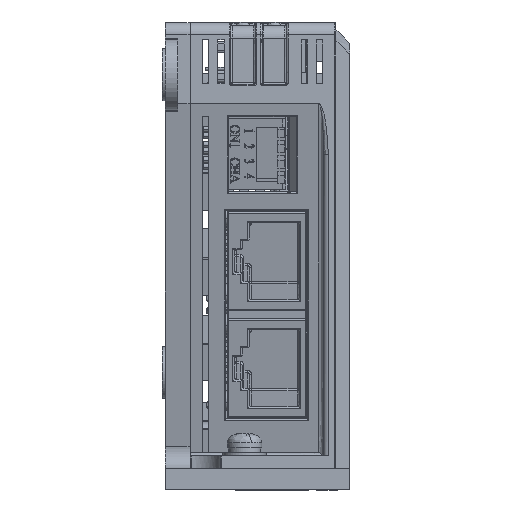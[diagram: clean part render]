
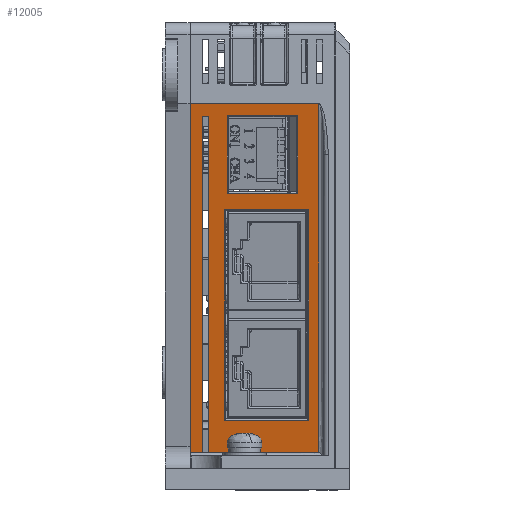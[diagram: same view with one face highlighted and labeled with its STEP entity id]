
A CAD part, front view. The second image highlights one B-rep face of the part: STEP entity #12005.
In plain terms, the highlighted planar face has unit normal (0, -0.982, -0.191).
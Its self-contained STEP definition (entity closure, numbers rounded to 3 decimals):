
#354=FACE_BOUND('',#17567,.T.);
#355=FACE_BOUND('',#17568,.T.);
#12005=ADVANCED_FACE('',(#14695,#354,#355),#77682,.T.);
#14695=FACE_OUTER_BOUND('',#17566,.T.);
#17566=EDGE_LOOP('',(#31136,#31137,#31138,#31139,#31140,#31141,#31142,#31143));
#17567=EDGE_LOOP('',(#31144,#31145,#31146,#31147));
#17568=EDGE_LOOP('',(#31148,#31149,#31150,#31151));
#31136=ORIENTED_EDGE('',*,*,#45736,.F.);
#31137=ORIENTED_EDGE('',*,*,#45737,.F.);
#31138=ORIENTED_EDGE('',*,*,#45738,.F.);
#31139=ORIENTED_EDGE('',*,*,#45735,.T.);
#31140=ORIENTED_EDGE('',*,*,#45739,.F.);
#31141=ORIENTED_EDGE('',*,*,#45740,.F.);
#31142=ORIENTED_EDGE('',*,*,#45741,.F.);
#31143=ORIENTED_EDGE('',*,*,#45734,.T.);
#31144=ORIENTED_EDGE('',*,*,#45742,.F.);
#31145=ORIENTED_EDGE('',*,*,#45743,.F.);
#31146=ORIENTED_EDGE('',*,*,#45744,.F.);
#31147=ORIENTED_EDGE('',*,*,#45745,.F.);
#31148=ORIENTED_EDGE('',*,*,#45746,.F.);
#31149=ORIENTED_EDGE('',*,*,#45747,.F.);
#31150=ORIENTED_EDGE('',*,*,#45748,.F.);
#31151=ORIENTED_EDGE('',*,*,#45749,.F.);
#45734=EDGE_CURVE('',#74929,#74928,#60681,.T.);
#45735=EDGE_CURVE('',#74926,#74930,#60682,.T.);
#45736=EDGE_CURVE('',#74931,#74928,#60683,.T.);
#45737=EDGE_CURVE('',#74927,#74931,#60684,.T.);
#45738=EDGE_CURVE('',#74926,#74927,#60685,.T.);
#45739=EDGE_CURVE('',#74932,#74930,#60686,.T.);
#45740=EDGE_CURVE('',#74933,#74932,#60687,.T.);
#45741=EDGE_CURVE('',#74929,#74933,#60688,.T.);
#45742=EDGE_CURVE('',#74934,#74935,#60689,.T.);
#45743=EDGE_CURVE('',#74936,#74934,#60690,.T.);
#45744=EDGE_CURVE('',#74937,#74936,#60691,.T.);
#45745=EDGE_CURVE('',#74935,#74937,#60692,.T.);
#45746=EDGE_CURVE('',#74938,#74939,#60693,.T.);
#45747=EDGE_CURVE('',#74940,#74938,#60694,.T.);
#45748=EDGE_CURVE('',#74941,#74940,#60695,.T.);
#45749=EDGE_CURVE('',#74939,#74941,#60696,.T.);
#60681=B_SPLINE_CURVE_WITH_KNOTS('',1,(#163583,#163584),.UNSPECIFIED.,.F.,
 .F.,(2,2),(0.,17.75),.UNSPECIFIED.);
#60682=B_SPLINE_CURVE_WITH_KNOTS('',1,(#163585,#163586),.UNSPECIFIED.,.F.,
 .F.,(2,2),(0.,2.),.UNSPECIFIED.);
#60683=B_SPLINE_CURVE_WITH_KNOTS('',1,(#163587,#163588),.UNSPECIFIED.,.F.,
 .F.,(2,2),(-57.346,0.),.UNSPECIFIED.);
#60684=B_SPLINE_CURVE_WITH_KNOTS('',1,(#163589,#163590),.UNSPECIFIED.,.F.,
 .F.,(2,2),(-20.75,0.),.UNSPECIFIED.);
#60685=B_SPLINE_CURVE_WITH_KNOTS('',1,(#163591,#163592),.UNSPECIFIED.,.F.,
 .F.,(2,2),(0.,57.346),.UNSPECIFIED.);
#60686=B_SPLINE_CURVE_WITH_KNOTS('',1,(#163593,#163594),.UNSPECIFIED.,.F.,
 .F.,(2,2),(0.,55.182),.UNSPECIFIED.);
#60687=B_SPLINE_CURVE_WITH_KNOTS('',1,(#163595,#163596),.UNSPECIFIED.,.F.,
 .F.,(2,2),(0.,1.),.UNSPECIFIED.);
#60688=B_SPLINE_CURVE_WITH_KNOTS('',1,(#163597,#163598),.UNSPECIFIED.,.F.,
 .F.,(2,2),(0.,55.182),.UNSPECIFIED.);
#60689=B_SPLINE_CURVE_WITH_KNOTS('',1,(#163599,#163600),.UNSPECIFIED.,.F.,
 .F.,(2,2),(-11.403,0.),.UNSPECIFIED.);
#60690=B_SPLINE_CURVE_WITH_KNOTS('',1,(#163601,#163602),.UNSPECIFIED.,.F.,
 .F.,(2,2),(-12.802,0.),.UNSPECIFIED.);
#60691=B_SPLINE_CURVE_WITH_KNOTS('',1,(#163603,#163604),.UNSPECIFIED.,.F.,
 .F.,(2,2),(-11.403,0.),.UNSPECIFIED.);
#60692=B_SPLINE_CURVE_WITH_KNOTS('',1,(#163605,#163606),.UNSPECIFIED.,.F.,
 .F.,(2,2),(-12.802,0.),.UNSPECIFIED.);
#60693=B_SPLINE_CURVE_WITH_KNOTS('',1,(#163607,#163608),.UNSPECIFIED.,.F.,
 .F.,(2,2),(-34.657,0.),.UNSPECIFIED.);
#60694=B_SPLINE_CURVE_WITH_KNOTS('',1,(#163609,#163610),.UNSPECIFIED.,.F.,
 .F.,(2,2),(-13.6,0.),.UNSPECIFIED.);
#60695=B_SPLINE_CURVE_WITH_KNOTS('',1,(#163611,#163612),.UNSPECIFIED.,.F.,
 .F.,(2,2),(-34.657,0.),.UNSPECIFIED.);
#60696=B_SPLINE_CURVE_WITH_KNOTS('',1,(#163613,#163614),.UNSPECIFIED.,.F.,
 .F.,(2,2),(-13.6,0.),.UNSPECIFIED.);
#74926=VERTEX_POINT('',#163567);
#74927=VERTEX_POINT('',#163568);
#74928=VERTEX_POINT('',#163569);
#74929=VERTEX_POINT('',#163570);
#74930=VERTEX_POINT('',#163571);
#74931=VERTEX_POINT('',#163572);
#74932=VERTEX_POINT('',#163573);
#74933=VERTEX_POINT('',#163574);
#74934=VERTEX_POINT('',#163575);
#74935=VERTEX_POINT('',#163576);
#74936=VERTEX_POINT('',#163577);
#74937=VERTEX_POINT('',#163578);
#74938=VERTEX_POINT('',#163579);
#74939=VERTEX_POINT('',#163580);
#74940=VERTEX_POINT('',#163581);
#74941=VERTEX_POINT('',#163582);
#77682=PLANE('',#79249);
#79249=AXIS2_PLACEMENT_3D('',#163566,#80799,$);
#80799=DIRECTION('',(0.,-0.982,-0.191));
#163566=CARTESIAN_POINT('',(26.985,-74.598,17.336));
#163567=CARTESIAN_POINT('',(4.1,-62.549,-44.655));
#163568=CARTESIAN_POINT('',(4.1,-73.491,11.637));
#163569=CARTESIAN_POINT('',(24.85,-62.549,-44.655));
#163570=CARTESIAN_POINT('',(7.1,-62.549,-44.655));
#163571=CARTESIAN_POINT('',(6.1,-62.549,-44.655));
#163572=CARTESIAN_POINT('',(24.85,-73.491,11.637));
#163573=CARTESIAN_POINT('',(6.1,-73.078,9.513));
#163574=CARTESIAN_POINT('',(7.1,-73.078,9.513));
#163575=CARTESIAN_POINT('',(21.503,-73.12,9.73));
#163576=CARTESIAN_POINT('',(10.1,-73.12,9.73));
#163577=CARTESIAN_POINT('',(21.503,-70.677,-2.836));
#163578=CARTESIAN_POINT('',(10.1,-70.677,-2.836));
#163579=CARTESIAN_POINT('',(23.3,-63.551,-39.499));
#163580=CARTESIAN_POINT('',(23.3,-70.164,-5.478));
#163581=CARTESIAN_POINT('',(9.7,-63.551,-39.499));
#163582=CARTESIAN_POINT('',(9.7,-70.164,-5.478));
#163583=CARTESIAN_POINT('',(7.1,-62.549,-44.655));
#163584=CARTESIAN_POINT('',(24.85,-62.549,-44.655));
#163585=CARTESIAN_POINT('',(4.1,-62.549,-44.655));
#163586=CARTESIAN_POINT('',(6.1,-62.549,-44.655));
#163587=CARTESIAN_POINT('',(24.85,-73.491,11.637));
#163588=CARTESIAN_POINT('',(24.85,-62.549,-44.655));
#163589=CARTESIAN_POINT('',(4.1,-73.491,11.637));
#163590=CARTESIAN_POINT('',(24.85,-73.491,11.637));
#163591=CARTESIAN_POINT('',(4.1,-62.549,-44.655));
#163592=CARTESIAN_POINT('',(4.1,-73.491,11.637));
#163593=CARTESIAN_POINT('',(6.1,-73.078,9.513));
#163594=CARTESIAN_POINT('',(6.1,-62.549,-44.655));
#163595=CARTESIAN_POINT('',(7.1,-73.078,9.513));
#163596=CARTESIAN_POINT('',(6.1,-73.078,9.513));
#163597=CARTESIAN_POINT('',(7.1,-62.549,-44.655));
#163598=CARTESIAN_POINT('',(7.1,-73.078,9.513));
#163599=CARTESIAN_POINT('',(21.503,-73.12,9.73));
#163600=CARTESIAN_POINT('',(10.1,-73.12,9.73));
#163601=CARTESIAN_POINT('',(21.503,-70.677,-2.836));
#163602=CARTESIAN_POINT('',(21.503,-73.12,9.73));
#163603=CARTESIAN_POINT('',(10.1,-70.677,-2.836));
#163604=CARTESIAN_POINT('',(21.503,-70.677,-2.836));
#163605=CARTESIAN_POINT('',(10.1,-73.12,9.73));
#163606=CARTESIAN_POINT('',(10.1,-70.677,-2.836));
#163607=CARTESIAN_POINT('',(23.3,-63.551,-39.499));
#163608=CARTESIAN_POINT('',(23.3,-70.164,-5.478));
#163609=CARTESIAN_POINT('',(9.7,-63.551,-39.499));
#163610=CARTESIAN_POINT('',(23.3,-63.551,-39.499));
#163611=CARTESIAN_POINT('',(9.7,-70.164,-5.478));
#163612=CARTESIAN_POINT('',(9.7,-63.551,-39.499));
#163613=CARTESIAN_POINT('',(23.3,-70.164,-5.478));
#163614=CARTESIAN_POINT('',(9.7,-70.164,-5.478));
